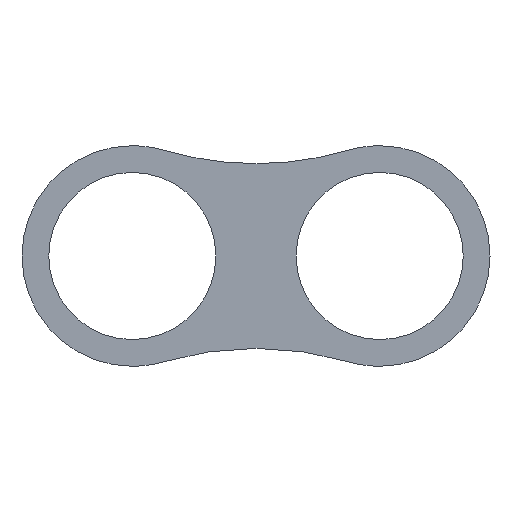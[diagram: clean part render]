
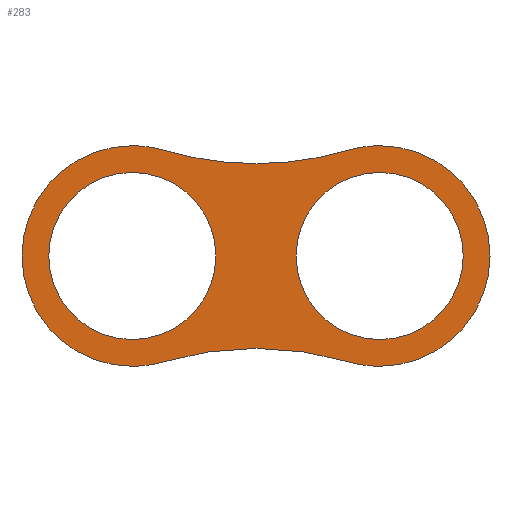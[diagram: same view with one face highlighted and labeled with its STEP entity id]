
A CAD part, front view. The second image highlights one B-rep face of the part: STEP entity #283.
In plain terms, the highlighted planar face has unit normal (0, -1, 0).
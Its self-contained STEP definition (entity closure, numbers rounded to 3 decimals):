
#3 = ORIENTED_EDGE ( 'NONE', *, *, #157, .F. ) ;
#7 = VERTEX_POINT ( 'NONE', #113 ) ;
#10 = EDGE_CURVE ( 'NONE', #118, #342, #98, .T. ) ;
#12 = ORIENTED_EDGE ( 'NONE', *, *, #535, .T. ) ;
#14 = AXIS2_PLACEMENT_3D ( 'NONE', #510, #203, #435 ) ;
#23 = DIRECTION ( 'NONE',  ( 0., 1., 0. ) ) ;
#31 = EDGE_LOOP ( 'NONE', ( #412, #423, #3, #243, #85, #363, #368, #232, #330 ) ) ;
#32 = CARTESIAN_POINT ( 'NONE',  ( 13.819, 0., 15.822 ) ) ;
#42 = CARTESIAN_POINT ( 'NONE',  ( -13.819, 0., -15.822 ) ) ;
#49 = EDGE_CURVE ( 'NONE', #404, #179, #115, .T. ) ;
#50 = EDGE_LOOP ( 'NONE', ( #385, #407 ) ) ;
#51 = CARTESIAN_POINT ( 'NONE',  ( -18.5, 0., 0. ) ) ;
#52 = FACE_BOUND ( 'NONE', #56, .T. ) ;
#56 = EDGE_LOOP ( 'NONE', ( #12, #541 ) ) ;
#59 = VERTEX_POINT ( 'NONE', #486 ) ;
#60 = CIRCLE ( 'NONE', #191, 16.5 ) ;
#74 = DIRECTION ( 'NONE',  ( 0., -1., 0. ) ) ;
#75 = CARTESIAN_POINT ( 'NONE',  ( 18.5, 0., 16.5 ) ) ;
#85 = ORIENTED_EDGE ( 'NONE', *, *, #507, .F. ) ;
#86 = CARTESIAN_POINT ( 'NONE',  ( -18.5, 0., 0. ) ) ;
#88 = CIRCLE ( 'NONE', #287, 16.5 ) ;
#98 = CIRCLE ( 'NONE', #398, 16.5 ) ;
#99 = DIRECTION ( 'NONE',  ( 0., 0., 1. ) ) ;
#101 = DIRECTION ( 'NONE',  ( 0., 0., 1. ) ) ;
#102 = VERTEX_POINT ( 'NONE', #42 ) ;
#107 = CARTESIAN_POINT ( 'NONE',  ( 18.5, 0., 12.5 ) ) ;
#111 = CARTESIAN_POINT ( 'NONE',  ( -13.819, 0., 15.822 ) ) ;
#113 = CARTESIAN_POINT ( 'NONE',  ( -18.5, 0., 12.5 ) ) ;
#114 = DIRECTION ( 'NONE',  ( 0., 0., 1. ) ) ;
#115 = CIRCLE ( 'NONE', #529, 48.71 ) ;
#118 = VERTEX_POINT ( 'NONE', #309 ) ;
#137 = EDGE_CURVE ( 'NONE', #184, #404, #60, .T. ) ;
#145 = AXIS2_PLACEMENT_3D ( 'NONE', #164, #559, #475 ) ;
#148 = CARTESIAN_POINT ( 'NONE',  ( 9.25, 0., -31.266 ) ) ;
#153 = AXIS2_PLACEMENT_3D ( 'NONE', #347, #300, #246 ) ;
#154 = DIRECTION ( 'NONE',  ( 0., 1., 0. ) ) ;
#157 = EDGE_CURVE ( 'NONE', #456, #118, #271, .T. ) ;
#164 = CARTESIAN_POINT ( 'NONE',  ( 18.5, 0., 0. ) ) ;
#172 = CIRCLE ( 'NONE', #209, 12.5 ) ;
#179 = VERTEX_POINT ( 'NONE', #260 ) ;
#181 = FACE_BOUND ( 'NONE', #50, .T. ) ;
#184 = VERTEX_POINT ( 'NONE', #262 ) ;
#191 = AXIS2_PLACEMENT_3D ( 'NONE', #86, #436, #524 ) ;
#203 = DIRECTION ( 'NONE',  ( 0., 1., 0. ) ) ;
#205 = DIRECTION ( 'NONE',  ( 0., 1., 0. ) ) ;
#207 = CARTESIAN_POINT ( 'NONE',  ( -18.5, 0., 0. ) ) ;
#208 = CIRCLE ( 'NONE', #353, 48.71 ) ;
#209 = AXIS2_PLACEMENT_3D ( 'NONE', #279, #534, #99 ) ;
#211 = CARTESIAN_POINT ( 'NONE',  ( 18.5, 0., 0. ) ) ;
#221 = AXIS2_PLACEMENT_3D ( 'NONE', #211, #560, #566 ) ;
#228 = PLANE ( 'NONE',  #241 ) ;
#232 = ORIENTED_EDGE ( 'NONE', *, *, #391, .F. ) ;
#237 = VERTEX_POINT ( 'NONE', #354 ) ;
#241 = AXIS2_PLACEMENT_3D ( 'NONE', #148, #364, #462 ) ;
#243 = ORIENTED_EDGE ( 'NONE', *, *, #406, .F. ) ;
#246 = DIRECTION ( 'NONE',  ( 0., 0., -1. ) ) ;
#250 = CARTESIAN_POINT ( 'NONE',  ( -18.5, 0., -16.5 ) ) ;
#259 = CIRCLE ( 'NONE', #145, 16.5 ) ;
#260 = CARTESIAN_POINT ( 'NONE',  ( 0., 0., 13.821 ) ) ;
#262 = CARTESIAN_POINT ( 'NONE',  ( -18.5, 0., 16.5 ) ) ;
#270 = EDGE_CURVE ( 'NONE', #102, #501, #88, .T. ) ;
#271 = CIRCLE ( 'NONE', #221, 16.5 ) ;
#279 = CARTESIAN_POINT ( 'NONE',  ( 18.5, 0., 0. ) ) ;
#283 = ADVANCED_FACE ( 'NONE', ( #454, #52, #181 ), #228, .F. ) ;
#287 = AXIS2_PLACEMENT_3D ( 'NONE', #491, #356, #316 ) ;
#290 = VERTEX_POINT ( 'NONE', #107 ) ;
#291 = CARTESIAN_POINT ( 'NONE',  ( 18.5, 0., 0. ) ) ;
#300 = DIRECTION ( 'NONE',  ( 0., -1., 0. ) ) ;
#309 = CARTESIAN_POINT ( 'NONE',  ( 18.5, 0., -16.5 ) ) ;
#316 = DIRECTION ( 'NONE',  ( 0., 0., 1. ) ) ;
#330 = ORIENTED_EDGE ( 'NONE', *, *, #270, .F. ) ;
#332 = CIRCLE ( 'NONE', #452, 16.5 ) ;
#333 = EDGE_CURVE ( 'NONE', #7, #59, #383, .T. ) ;
#339 = EDGE_CURVE ( 'NONE', #342, #102, #208, .T. ) ;
#342 = VERTEX_POINT ( 'NONE', #504 ) ;
#347 = CARTESIAN_POINT ( 'NONE',  ( 0., 0., 62.531 ) ) ;
#352 = EDGE_CURVE ( 'NONE', #290, #237, #172, .T. ) ;
#353 = AXIS2_PLACEMENT_3D ( 'NONE', #545, #500, #101 ) ;
#354 = CARTESIAN_POINT ( 'NONE',  ( 18.5, 0., -12.5 ) ) ;
#356 = DIRECTION ( 'NONE',  ( 0., 1., 0. ) ) ;
#358 = AXIS2_PLACEMENT_3D ( 'NONE', #51, #371, #369 ) ;
#363 = ORIENTED_EDGE ( 'NONE', *, *, #49, .F. ) ;
#364 = DIRECTION ( 'NONE',  ( 0., 1., 0. ) ) ;
#368 = ORIENTED_EDGE ( 'NONE', *, *, #137, .F. ) ;
#369 = DIRECTION ( 'NONE',  ( 0., 0., 1. ) ) ;
#371 = DIRECTION ( 'NONE',  ( 0., 1., 0. ) ) ;
#383 = CIRCLE ( 'NONE', #358, 12.5 ) ;
#385 = ORIENTED_EDGE ( 'NONE', *, *, #526, .T. ) ;
#391 = EDGE_CURVE ( 'NONE', #501, #184, #332, .T. ) ;
#398 = AXIS2_PLACEMENT_3D ( 'NONE', #430, #23, #418 ) ;
#404 = VERTEX_POINT ( 'NONE', #111 ) ;
#406 = EDGE_CURVE ( 'NONE', #523, #456, #259, .T. ) ;
#407 = ORIENTED_EDGE ( 'NONE', *, *, #352, .T. ) ;
#412 = ORIENTED_EDGE ( 'NONE', *, *, #339, .F. ) ;
#418 = DIRECTION ( 'NONE',  ( 0., 0., 1. ) ) ;
#423 = ORIENTED_EDGE ( 'NONE', *, *, #10, .F. ) ;
#430 = CARTESIAN_POINT ( 'NONE',  ( 18.5, 0., 0. ) ) ;
#432 = AXIS2_PLACEMENT_3D ( 'NONE', #291, #154, #553 ) ;
#433 = DIRECTION ( 'NONE',  ( 0., 0., -1. ) ) ;
#435 = DIRECTION ( 'NONE',  ( 0., 0., 1. ) ) ;
#436 = DIRECTION ( 'NONE',  ( 0., 1., 0. ) ) ;
#444 = CIRCLE ( 'NONE', #14, 12.5 ) ;
#452 = AXIS2_PLACEMENT_3D ( 'NONE', #207, #205, #114 ) ;
#454 = FACE_OUTER_BOUND ( 'NONE', #31, .T. ) ;
#456 = VERTEX_POINT ( 'NONE', #75 ) ;
#462 = DIRECTION ( 'NONE',  ( 0., 0., 1. ) ) ;
#472 = CIRCLE ( 'NONE', #153, 48.71 ) ;
#475 = DIRECTION ( 'NONE',  ( 0., 0., 1. ) ) ;
#476 = CARTESIAN_POINT ( 'NONE',  ( 0., 0., 62.531 ) ) ;
#486 = CARTESIAN_POINT ( 'NONE',  ( -18.5, 0., -12.5 ) ) ;
#491 = CARTESIAN_POINT ( 'NONE',  ( -18.5, 0., 0. ) ) ;
#496 = CIRCLE ( 'NONE', #432, 12.5 ) ;
#500 = DIRECTION ( 'NONE',  ( 0., -1., 0. ) ) ;
#501 = VERTEX_POINT ( 'NONE', #250 ) ;
#504 = CARTESIAN_POINT ( 'NONE',  ( 13.819, 0., -15.822 ) ) ;
#507 = EDGE_CURVE ( 'NONE', #179, #523, #472, .T. ) ;
#510 = CARTESIAN_POINT ( 'NONE',  ( -18.5, 0., 0. ) ) ;
#523 = VERTEX_POINT ( 'NONE', #32 ) ;
#524 = DIRECTION ( 'NONE',  ( 0., 0., 1. ) ) ;
#526 = EDGE_CURVE ( 'NONE', #237, #290, #496, .T. ) ;
#529 = AXIS2_PLACEMENT_3D ( 'NONE', #476, #74, #433 ) ;
#534 = DIRECTION ( 'NONE',  ( 0., 1., 0. ) ) ;
#535 = EDGE_CURVE ( 'NONE', #59, #7, #444, .T. ) ;
#541 = ORIENTED_EDGE ( 'NONE', *, *, #333, .T. ) ;
#545 = CARTESIAN_POINT ( 'NONE',  ( 0., 0., -62.531 ) ) ;
#553 = DIRECTION ( 'NONE',  ( 0., 0., 1. ) ) ;
#559 = DIRECTION ( 'NONE',  ( 0., 1., 0. ) ) ;
#560 = DIRECTION ( 'NONE',  ( 0., 1., 0. ) ) ;
#566 = DIRECTION ( 'NONE',  ( 0., 0., 1. ) ) ;
